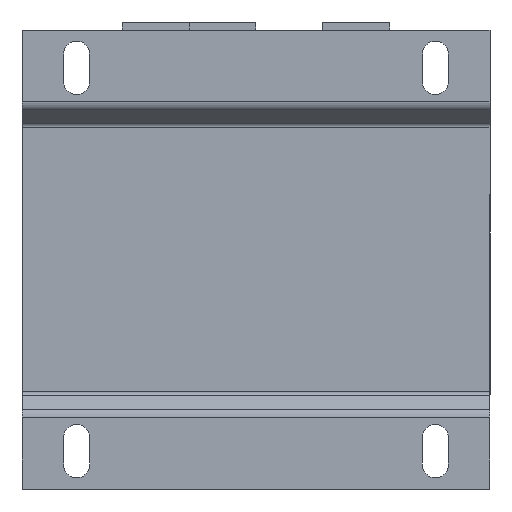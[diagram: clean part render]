
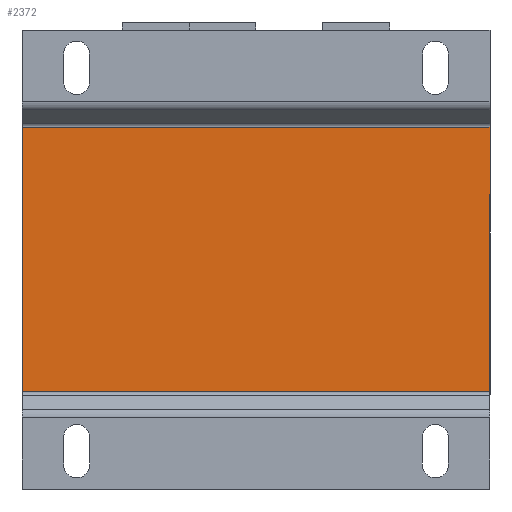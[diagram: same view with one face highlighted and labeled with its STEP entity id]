
A CAD part, front view. The second image highlights one B-rep face of the part: STEP entity #2372.
In plain terms, the highlighted planar face has unit normal (0, -1, 0).
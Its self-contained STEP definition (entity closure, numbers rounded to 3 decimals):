
#454 = ORIENTED_EDGE ( 'NONE', *, *, #6418, .F. ) ;
#527 = VECTOR ( 'NONE', #7053, 1000. ) ;
#1070 = LINE ( 'NONE', #1259, #527 ) ;
#1259 = CARTESIAN_POINT ( 'NONE',  ( 52.5, -45.25, 51.5 ) ) ;
#1518 = CARTESIAN_POINT ( 'NONE',  ( 52.5, -45.25, -29.684 ) ) ;
#1793 = DIRECTION ( 'NONE',  ( 0., 0., 1. ) ) ;
#2027 = DIRECTION ( 'NONE',  ( 0., 0., -1. ) ) ;
#2209 = CARTESIAN_POINT ( 'NONE',  ( -52.5, -45.25, -29.684 ) ) ;
#2372 = ADVANCED_FACE ( 'Defeature ausgef�hrt2_91', ( #7385 ), #7136, .F. ) ;
#2482 = DIRECTION ( 'NONE',  ( 0., 1., 0. ) ) ;
#2610 = LINE ( 'NONE', #5227, #3969 ) ;
#2776 = LINE ( 'NONE', #6309, #5812 ) ;
#3046 = DIRECTION ( 'NONE',  ( 1., 0., 0. ) ) ;
#3969 = VECTOR ( 'NONE', #1793, 1000. ) ;
#3986 = ORIENTED_EDGE ( 'NONE', *, *, #6337, .F. ) ;
#3996 = AXIS2_PLACEMENT_3D ( 'NONE', #7449, #2482, #2027 ) ;
#4313 = VERTEX_POINT ( 'NONE', #1518 ) ;
#4342 = VECTOR ( 'NONE', #3046, 1000. ) ;
#4617 = CARTESIAN_POINT ( 'NONE',  ( 52.5, -45.25, 29.684 ) ) ;
#4682 = EDGE_CURVE ( 'Defeature ausgef�hrt2_90+Defeature ausgef�hrt2_91+Defeature ausgef�hrt2_71+Defeature ausgef�hrt2_88', #6668, #7170, #2610, .T. ) ;
#5159 = ORIENTED_EDGE ( 'NONE', *, *, #7331, .T. ) ;
#5227 = CARTESIAN_POINT ( 'NONE',  ( -52.5, -45.25, 51.5 ) ) ;
#5812 = VECTOR ( 'NONE', #7356, 1000. ) ;
#5837 = EDGE_LOOP ( 'NONE', ( #6879, #5159, #3986, #454 ) ) ;
#5922 = LINE ( 'NONE', #5953, #4342 ) ;
#5953 = CARTESIAN_POINT ( 'NONE',  ( 0., -45.25, 29.684 ) ) ;
#6309 = CARTESIAN_POINT ( 'NONE',  ( 0., -45.25, -29.684 ) ) ;
#6337 = EDGE_CURVE ( 'Defeature ausgef�hrt2_89+Defeature ausgef�hrt2_91+Defeature ausgef�hrt2_87+Defeature ausgef�hrt2_70', #7481, #4313, #1070, .T. ) ;
#6418 = EDGE_CURVE ( 'Defeature ausgef�hrt2_86+Defeature ausgef�hrt2_91+Defeature ausgef�hrt2_88+Defeature ausgef�hrt2_87', #7170, #7481, #5922, .T. ) ;
#6668 = VERTEX_POINT ( 'NONE', #2209 ) ;
#6727 = CARTESIAN_POINT ( 'NONE',  ( -52.5, -45.25, 29.684 ) ) ;
#6879 = ORIENTED_EDGE ( 'NONE', *, *, #4682, .F. ) ;
#7053 = DIRECTION ( 'NONE',  ( 0., 0., -1. ) ) ;
#7136 = PLANE ( 'NONE',  #3996 ) ;
#7170 = VERTEX_POINT ( 'NONE', #6727 ) ;
#7331 = EDGE_CURVE ( 'Defeature ausgef�hrt2_91+Defeature ausgef�hrt2_69+Defeature ausgef�hrt2_90+Defeature ausgef�hrt2_89', #6668, #4313, #2776, .T. ) ;
#7356 = DIRECTION ( 'NONE',  ( 1., 0., 0. ) ) ;
#7385 = FACE_OUTER_BOUND ( 'NONE', #5837, .T. ) ;
#7449 = CARTESIAN_POINT ( 'NONE',  ( 0., -45.25, 0. ) ) ;
#7481 = VERTEX_POINT ( 'NONE', #4617 ) ;
